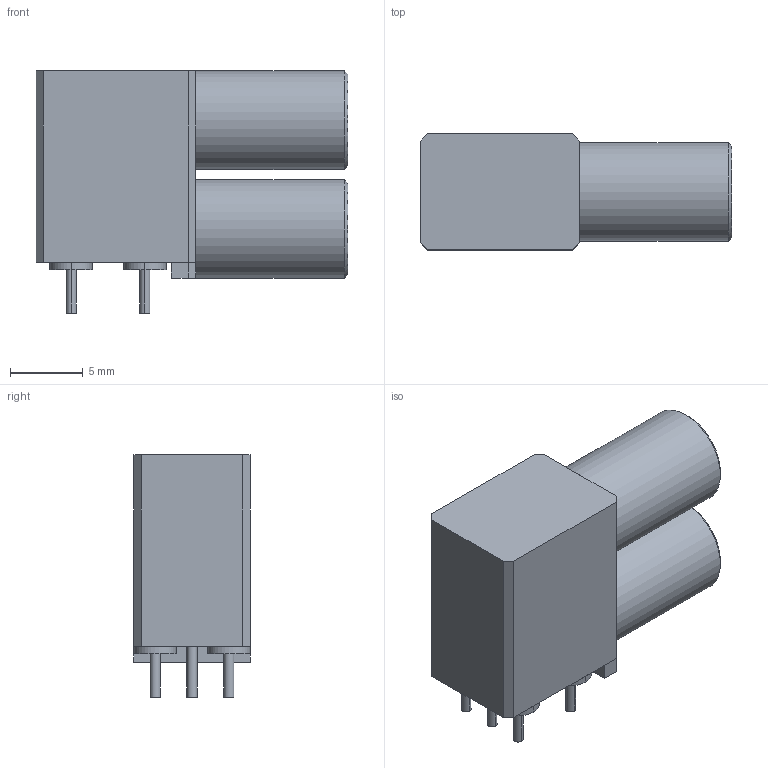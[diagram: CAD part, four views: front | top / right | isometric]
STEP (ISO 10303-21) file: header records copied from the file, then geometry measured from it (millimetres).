
FILE_DESCRIPTION(/* description */ (''),/* implementation_level */ '2;1');
FILE_NAME(/* name */ 'LEMO_EPY.00.250.NTNY.stp',/* time_stamp */ '2017-07-19T14:08:09+02:00',/* author */ ('jchouvet'),/* organization */ (''),/* preprocessor_version */ 'ST-DEVELOPER v16.1',/* originating_system */ 'AutoCAD Mechanical',/* authorisation */ '');
FILE_SCHEMA (('AUTOMOTIVE_DESIGN { 1 0 10303 214 3 1 1 }'));
Length unit declared in the file: millimetre
Products named in the file (1): Product
Bounding box: 21.5 x 8 x 16.7 mm (x, y, z)
Volume: 1605.9 mm3; surface area: 1880 mm2
Topology: 18 solids, 18 shells, 86 faces, 147 edges, 99 vertices
Faces by surface type: plane 52, cylinder 32, cone 2
Full cylindrical faces by diameter (mm): 1 x2, 2 x2, 5 x2, 6.8 x2
Entity records: 1996 total; most frequent: DIRECTION 372, CARTESIAN_POINT 313, ORIENTED_EDGE 264, AXIS2_PLACEMENT_3D 153, EDGE_CURVE 132, EDGE_LOOP 102, VERTEX_POINT 94, FACE_OUTER_BOUND 86
